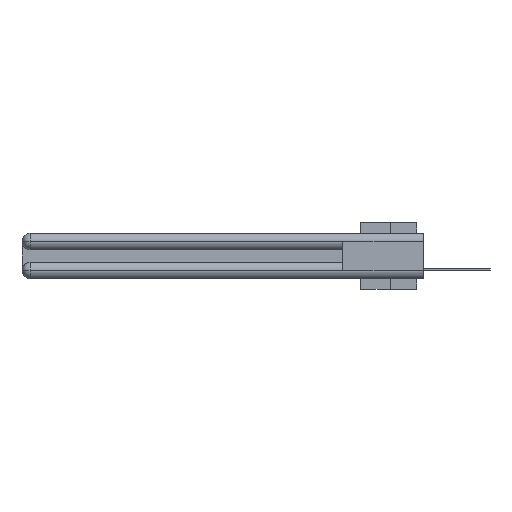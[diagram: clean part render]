
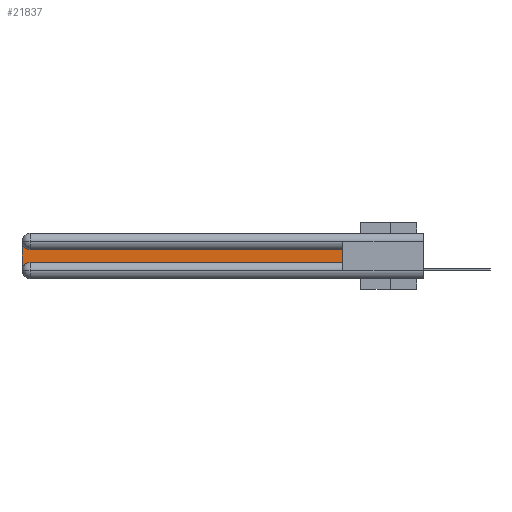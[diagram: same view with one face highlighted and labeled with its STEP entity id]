
A CAD part, left-side view. The second image highlights one B-rep face of the part: STEP entity #21837.
In plain terms, the highlighted planar face has unit normal (-1, 0, 0).
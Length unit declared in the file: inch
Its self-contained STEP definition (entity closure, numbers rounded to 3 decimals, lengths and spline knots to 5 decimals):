
#642 = ORIENTED_EDGE ( 'NONE', *, *, #23622, .T. ) ;
#2726 = VERTEX_POINT ( 'NONE', #28476 ) ;
#3071 = AXIS2_PLACEMENT_3D ( 'NONE', #27087, #5644, #12739 ) ;
#3243 = CARTESIAN_POINT ( 'NONE',  ( 0.075, 2.94, -0.2775 ) ) ;
#5177 = VECTOR ( 'NONE', #12122, 39.37008 ) ;
#5644 = DIRECTION ( 'NONE',  ( 1., 0., 0. ) ) ;
#6394 = CARTESIAN_POINT ( 'NONE',  ( 0.075, 2.94, -0.1225 ) ) ;
#7096 = DIRECTION ( 'NONE',  ( 0., 0., 1. ) ) ;
#7138 = CARTESIAN_POINT ( 'NONE',  ( 0.075, 0.6, -0.2175 ) ) ;
#7767 = VECTOR ( 'NONE', #7096, 39.37008 ) ;
#8961 = EDGE_CURVE ( 'NONE', #22765, #2726, #14074, .T. ) ;
#9719 = DIRECTION ( 'NONE',  ( 0., 1., 0. ) ) ;
#10324 = VERTEX_POINT ( 'NONE', #11759 ) ;
#10872 = DIRECTION ( 'NONE',  ( 0., 0., -1. ) ) ;
#11652 = CIRCLE ( 'NONE', #23609, 0.06 ) ;
#11759 = CARTESIAN_POINT ( 'NONE',  ( 0.075, 0.6, -0.2175 ) ) ;
#11913 = ORIENTED_EDGE ( 'NONE', *, *, #14011, .T. ) ;
#12084 = CARTESIAN_POINT ( 'NONE',  ( 0.075, 2.94, -0.0625 ) ) ;
#12122 = DIRECTION ( 'NONE',  ( 0., -1., 0. ) ) ;
#12739 = DIRECTION ( 'NONE',  ( 0., 0., -1. ) ) ;
#14011 = EDGE_CURVE ( 'NONE', #2726, #15398, #19144, .T. ) ;
#14074 = LINE ( 'NONE', #22881, #15958 ) ;
#14293 = CARTESIAN_POINT ( 'NONE',  ( 0.075, 0.6, -0.2175 ) ) ;
#14381 = EDGE_CURVE ( 'NONE', #10324, #15484, #27820, .T. ) ;
#15360 = ORIENTED_EDGE ( 'NONE', *, *, #8961, .T. ) ;
#15398 = VERTEX_POINT ( 'NONE', #30270 ) ;
#15484 = VERTEX_POINT ( 'NONE', #23106 ) ;
#15958 = VECTOR ( 'NONE', #10872, 39.37008 ) ;
#16121 = FACE_OUTER_BOUND ( 'NONE', #18757, .T. ) ;
#16902 = VECTOR ( 'NONE', #9719, 39.37008 ) ;
#17230 = DIRECTION ( 'NONE',  ( 1., 0., 0. ) ) ;
#17387 = PLANE ( 'NONE',  #3071 ) ;
#18757 = EDGE_LOOP ( 'NONE', ( #24361, #642, #15360, #11913, #19208, #24250 ) ) ;
#19144 = CIRCLE ( 'NONE', #22562, 0.06 ) ;
#19208 = ORIENTED_EDGE ( 'NONE', *, *, #30578, .T. ) ;
#20108 = DIRECTION ( 'NONE',  ( 1., 0., 0. ) ) ;
#20288 = LINE ( 'NONE', #7138, #5177 ) ;
#21837 = ADVANCED_FACE ( 'NONE', ( #16121 ), #17387, .F. ) ;
#22562 = AXIS2_PLACEMENT_3D ( 'NONE', #3243, #20108, #29425 ) ;
#22765 = VERTEX_POINT ( 'NONE', #23748 ) ;
#22881 = CARTESIAN_POINT ( 'NONE',  ( 0.075, 3., -0.2175 ) ) ;
#23106 = CARTESIAN_POINT ( 'NONE',  ( 0.075, 0.6, -0.1225 ) ) ;
#23609 = AXIS2_PLACEMENT_3D ( 'NONE', #12084, #17230, #26520 ) ;
#23622 = EDGE_CURVE ( 'NONE', #24476, #22765, #11652, .T. ) ;
#23748 = CARTESIAN_POINT ( 'NONE',  ( 0.075, 3., -0.0625 ) ) ;
#24250 = ORIENTED_EDGE ( 'NONE', *, *, #14381, .T. ) ;
#24361 = ORIENTED_EDGE ( 'NONE', *, *, #27815, .T. ) ;
#24476 = VERTEX_POINT ( 'NONE', #6394 ) ;
#25994 = LINE ( 'NONE', #28949, #16902 ) ;
#26520 = DIRECTION ( 'NONE',  ( 0., 0., -1. ) ) ;
#27087 = CARTESIAN_POINT ( 'NONE',  ( 0.075, 3., -0.1225 ) ) ;
#27815 = EDGE_CURVE ( 'NONE', #15484, #24476, #25994, .T. ) ;
#27820 = LINE ( 'NONE', #14293, #7767 ) ;
#28476 = CARTESIAN_POINT ( 'NONE',  ( 0.075, 3., -0.2775 ) ) ;
#28949 = CARTESIAN_POINT ( 'NONE',  ( 0.075, 0.6, -0.1225 ) ) ;
#29425 = DIRECTION ( 'NONE',  ( 0., 0., -1. ) ) ;
#30270 = CARTESIAN_POINT ( 'NONE',  ( 0.075, 2.94, -0.2175 ) ) ;
#30578 = EDGE_CURVE ( 'NONE', #15398, #10324, #20288, .T. ) ;
